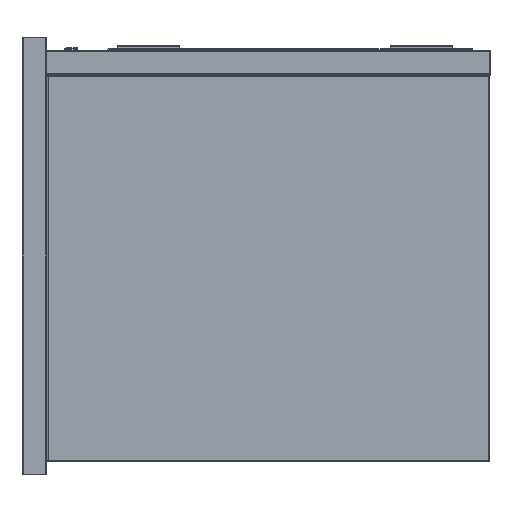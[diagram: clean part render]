
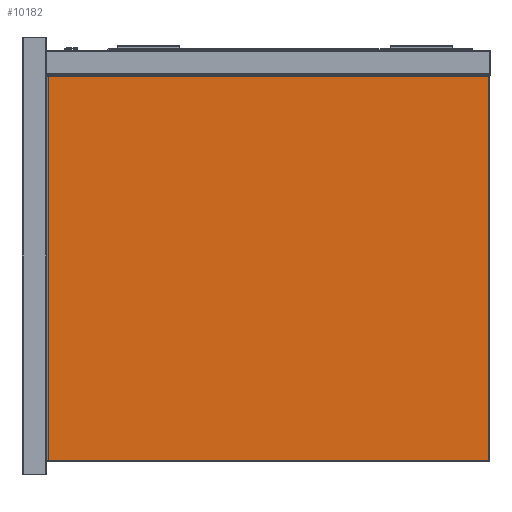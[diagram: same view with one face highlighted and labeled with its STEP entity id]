
A CAD part, left-side view. The second image highlights one B-rep face of the part: STEP entity #10182.
In plain terms, the highlighted planar face has unit normal (-1, 0, 0).
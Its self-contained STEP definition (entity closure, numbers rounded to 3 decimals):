
#1332 = CARTESIAN_POINT ( 'NONE',  ( -700., 355., -42. ) ) ;
#2716 = CARTESIAN_POINT ( 'NONE',  ( -700., -353., -658. ) ) ;
#2751 = PLANE ( 'NONE',  #30301 ) ;
#3336 = EDGE_CURVE ( 'NONE', #12613, #3349, #10900, .T. ) ;
#3349 = VERTEX_POINT ( 'NONE', #5023 ) ;
#3548 = EDGE_CURVE ( 'NONE', #3349, #30810, #27763, .T. ) ;
#5023 = CARTESIAN_POINT ( 'NONE',  ( -700., -353., -42. ) ) ;
#5256 = CARTESIAN_POINT ( 'NONE',  ( -700., 353., -42. ) ) ;
#6076 = ORIENTED_EDGE ( 'NONE', *, *, #3336, .T. ) ;
#7254 = VECTOR ( 'NONE', #26151, 1000. ) ;
#9659 = CARTESIAN_POINT ( 'NONE',  ( -700., -355., -658. ) ) ;
#10182 = ADVANCED_FACE ( 'Fl�che7', ( #12179 ), #2751, .T. ) ;
#10691 = DIRECTION ( 'NONE',  ( 0., 0., -1. ) ) ;
#10900 = LINE ( 'NONE', #29085, #7254 ) ;
#11274 = VERTEX_POINT ( 'NONE', #18260 ) ;
#12179 = FACE_OUTER_BOUND ( 'NONE', #12729, .T. ) ;
#12613 = VERTEX_POINT ( 'NONE', #2716 ) ;
#12729 = EDGE_LOOP ( 'NONE', ( #6076, #28006, #38264, #26487 ) ) ;
#15302 = DIRECTION ( 'NONE',  ( 0., 0., 1. ) ) ;
#15595 = VECTOR ( 'NONE', #10691, 1000. ) ;
#15737 = DIRECTION ( 'NONE',  ( 0., -1., 0. ) ) ;
#18260 = CARTESIAN_POINT ( 'NONE',  ( -700., 353., -658. ) ) ;
#18660 = LINE ( 'NONE', #9659, #23355 ) ;
#18779 = DIRECTION ( 'NONE',  ( 0., 1., 0. ) ) ;
#19121 = CARTESIAN_POINT ( 'NONE',  ( -700., 353., -660. ) ) ;
#22321 = EDGE_CURVE ( 'NONE', #30810, #11274, #37496, .T. ) ;
#23355 = VECTOR ( 'NONE', #15737, 1000. ) ;
#24459 = CARTESIAN_POINT ( 'NONE',  ( -700., -355., -660. ) ) ;
#26151 = DIRECTION ( 'NONE',  ( 0., 0., 1. ) ) ;
#26487 = ORIENTED_EDGE ( 'NONE', *, *, #27829, .T. ) ;
#27763 = LINE ( 'NONE', #1332, #33442 ) ;
#27829 = EDGE_CURVE ( 'NONE', #11274, #12613, #18660, .T. ) ;
#28006 = ORIENTED_EDGE ( 'NONE', *, *, #3548, .T. ) ;
#29085 = CARTESIAN_POINT ( 'NONE',  ( -700., -353., -660. ) ) ;
#29955 = DIRECTION ( 'NONE',  ( -1., 0., 0. ) ) ;
#30301 = AXIS2_PLACEMENT_3D ( 'NONE', #24459, #29955, #15302 ) ;
#30810 = VERTEX_POINT ( 'NONE', #5256 ) ;
#33442 = VECTOR ( 'NONE', #18779, 1000. ) ;
#37496 = LINE ( 'NONE', #19121, #15595 ) ;
#38264 = ORIENTED_EDGE ( 'NONE', *, *, #22321, .T. ) ;
